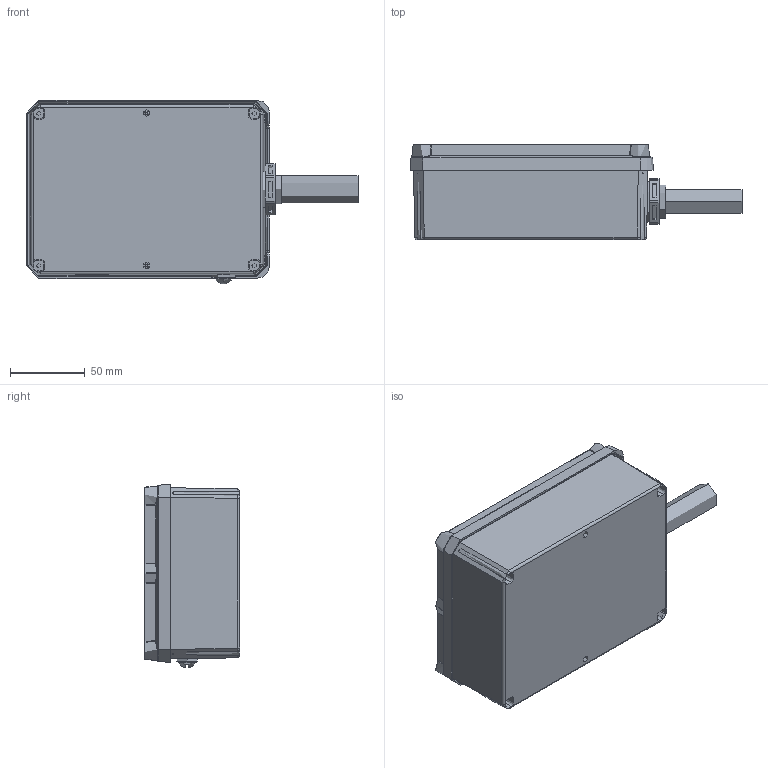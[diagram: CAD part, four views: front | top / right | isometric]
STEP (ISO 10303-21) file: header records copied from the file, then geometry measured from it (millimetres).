
FILE_DESCRIPTION (( 'STEP AP214' ), '1' );
FILE_NAME ('1101-708-E.STEP', '2019-01-24T20:41:54', ( '' ), ( '' ), 'SwSTEP 2.0', 'SolidWorks 2018', '' );
FILE_SCHEMA (( 'AUTOMOTIVE_DESIGN' ));
Length unit declared in the file: inch
Products named in the file (41): 105-100-001; Part4^2109-072; Part2^2109-072; 2021-223; 2109-072; 2102-306; 2103-028; Gasket 2021-223; 2002-127_E226; 668-000-016^1101-708; 2102-240; 1101-708-E; Part1^2109-072; 2021-213; 2100-012; 2002-127; 2101-034; 2101-034_92453A537; Part3^2109-072
Assembly tree (38 placements, depth 3):
  Part4^2109-072
  1101-708-E
    2100-012
    2109-072
      Part1^2109-072
    2102-306
    2102-306
    2102-240
    2102-240
    2102-306
    2101-034
    2102-240
    105-100-001
    105-100-001
    105-100-001
    2102-240
  Gasket 2021-223
  2002-127
  2103-028
Bounding box: 221.54 x 63.5 x 122.54 mm (x, y, z)
Volume: 218268.3 mm3; surface area: 183939.7 mm2
Topology: 21 solids, 21 shells, 2083 faces, 5516 edges, 3560 vertices
Faces by surface type: plane 821, cylinder 614, bspline 352, cone 210, torus 78, sphere 8
Entity records: 81485 total; most frequent: CARTESIAN_POINT 43398, ORIENTED_EDGE 8544, DIRECTION 6567, EDGE_CURVE 4272, VERTEX_POINT 2736, AXIS2_PLACEMENT_3D 2253, LINE 2061, VECTOR 2061
